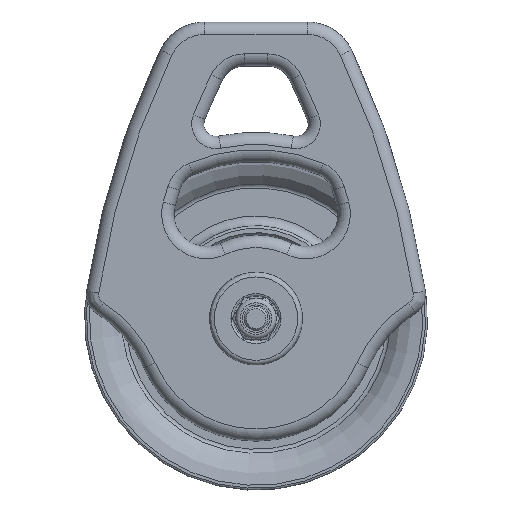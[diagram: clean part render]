
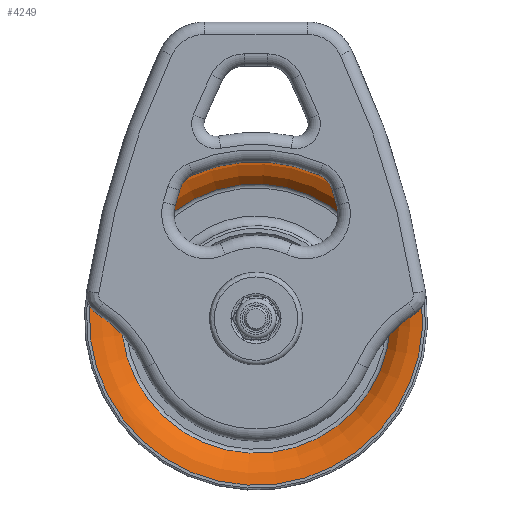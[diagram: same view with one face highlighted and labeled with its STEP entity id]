
A CAD part, front view. The second image highlights one B-rep face of the part: STEP entity #4249.
In plain terms, the highlighted toroidal (fillet/blend) face has major radius 68 mm and minor radius 16 mm.
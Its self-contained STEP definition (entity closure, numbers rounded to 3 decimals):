
#896=FACE_OUTER_BOUND('',#1185,.T.);
#1185=EDGE_LOOP('',(#3835,#3836,#3837,#3838));
#1561=CIRCLE('',#4866,54.941);
#1562=CIRCLE('',#4868,68.);
#1563=CIRCLE('',#4869,16.);
#1982=VERTEX_POINT('',#8203);
#1983=VERTEX_POINT('',#8207);
#2605=EDGE_CURVE('',#1982,#1982,#1561,.T.);
#2606=EDGE_CURVE('',#1983,#1983,#1562,.T.);
#2607=EDGE_CURVE('',#1983,#1982,#1563,.T.);
#3835=ORIENTED_EDGE('',*,*,#2606,.T.);
#3836=ORIENTED_EDGE('',*,*,#2607,.T.);
#3837=ORIENTED_EDGE('',*,*,#2605,.F.);
#3838=ORIENTED_EDGE('',*,*,#2607,.F.);
#4001=TOROIDAL_SURFACE('',#4867,68.,16.);
#4249=ADVANCED_FACE('',(#896),#4001,.T.);
#4866=AXIS2_PLACEMENT_3D('',#8205,#6265,#6266);
#4867=AXIS2_PLACEMENT_3D('',#8206,#6267,#6268);
#4868=AXIS2_PLACEMENT_3D('',#8208,#6269,#6270);
#4869=AXIS2_PLACEMENT_3D('',#8209,#6271,#6272);
#6265=DIRECTION('center_axis',(0.,-1.,0.));
#6266=DIRECTION('ref_axis',(-0.602,0.,0.799));
#6267=DIRECTION('center_axis',(0.,-1.,0.));
#6268=DIRECTION('ref_axis',(0.799,0.,0.602));
#6269=DIRECTION('center_axis',(0.,-1.,0.));
#6270=DIRECTION('ref_axis',(0.799,0.,0.602));
#6271=DIRECTION('center_axis',(-0.602,0.,
0.799));
#6272=DIRECTION('ref_axis',(-0.799,0.,-0.602));
#8203=CARTESIAN_POINT('',(-43.873,-4.844,-33.071));
#8205=CARTESIAN_POINT('Origin',(0.,-4.844,
0.));
#8206=CARTESIAN_POINT('Origin',(0.,4.4,0.));
#8207=CARTESIAN_POINT('',(-54.301,-11.6,-40.932));
#8208=CARTESIAN_POINT('Origin',(0.,-11.6,0.));
#8209=CARTESIAN_POINT('Origin',(-54.301,4.4,-40.932));
